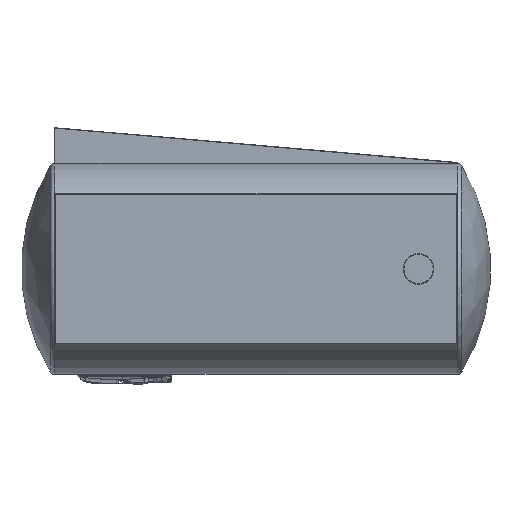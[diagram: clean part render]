
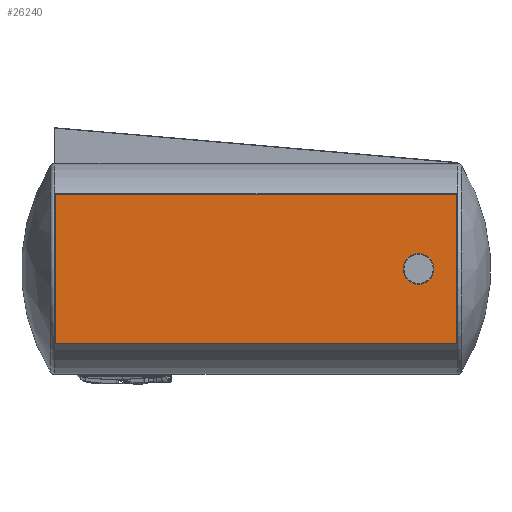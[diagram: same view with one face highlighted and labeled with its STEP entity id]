
A CAD part, front view. The second image highlights one B-rep face of the part: STEP entity #26240.
In plain terms, the highlighted planar face has unit normal (0, -1, 0).
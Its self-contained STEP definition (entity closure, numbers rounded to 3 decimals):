
#2074 = VERTEX_POINT ( 'NONE', #22089 ) ;
#2871 = VERTEX_POINT ( 'NONE', #68997 ) ;
#6010 = VERTEX_POINT ( 'NONE', #46020 ) ;
#6250 = CARTESIAN_POINT ( 'NONE',  ( 840., -920., 0. ) ) ;
#6908 = ORIENTED_EDGE ( 'NONE', *, *, #12438, .T. ) ;
#8263 = CARTESIAN_POINT ( 'NONE',  ( 840., -920., 0. ) ) ;
#8782 = CARTESIAN_POINT ( 'NONE',  ( 1038., -920., 387.5 ) ) ;
#11426 = CIRCLE ( 'NONE', #20976, 79.5 ) ;
#11881 = CIRCLE ( 'NONE', #53722, 79.5 ) ;
#12173 = DIRECTION ( 'NONE',  ( 1., 0., 0. ) ) ;
#12438 = EDGE_CURVE ( 'NONE', #6010, #2871, #11881, .T. ) ;
#12603 = FACE_BOUND ( 'NONE', #54653, .T. ) ;
#13439 = ORIENTED_EDGE ( 'NONE', *, *, #48884, .T. ) ;
#15293 = CARTESIAN_POINT ( 'NONE',  ( -1038., -920., 385.5 ) ) ;
#15841 = EDGE_CURVE ( 'NONE', #23723, #70324, #28098, .T. ) ;
#16495 = DIRECTION ( 'NONE',  ( -1., 0., 0. ) ) ;
#17620 = DIRECTION ( 'NONE',  ( 0., 0., -1. ) ) ;
#18733 = ORIENTED_EDGE ( 'NONE', *, *, #21694, .T. ) ;
#20976 = AXIS2_PLACEMENT_3D ( 'NONE', #8263, #59558, #53551 ) ;
#21694 = EDGE_CURVE ( 'NONE', #70324, #34255, #67876, .T. ) ;
#22007 = EDGE_CURVE ( 'NONE', #34255, #2074, #41017, .T. ) ;
#22089 = CARTESIAN_POINT ( 'NONE',  ( 1038., -920., -385.5 ) ) ;
#22698 = FACE_OUTER_BOUND ( 'NONE', #65079, .T. ) ;
#23199 = CARTESIAN_POINT ( 'NONE',  ( -1040., -920., 385.5 ) ) ;
#23723 = VERTEX_POINT ( 'NONE', #51661 ) ;
#23792 = CARTESIAN_POINT ( 'NONE',  ( 1040., -920., -385.5 ) ) ;
#24898 = LINE ( 'NONE', #8782, #69964 ) ;
#26240 = ADVANCED_FACE ( 'NONE', ( #22698, #12603 ), #46666, .T. ) ;
#28098 = LINE ( 'NONE', #23199, #61237 ) ;
#28706 = CARTESIAN_POINT ( 'NONE',  ( 0., -920., 0. ) ) ;
#31660 = DIRECTION ( 'NONE',  ( 0., 0., 1. ) ) ;
#32621 = AXIS2_PLACEMENT_3D ( 'NONE', #28706, #68432, #63917 ) ;
#34255 = VERTEX_POINT ( 'NONE', #51457 ) ;
#34546 = VECTOR ( 'NONE', #17620, 1000. ) ;
#34774 = ORIENTED_EDGE ( 'NONE', *, *, #15841, .T. ) ;
#36039 = ORIENTED_EDGE ( 'NONE', *, *, #45193, .T. ) ;
#37401 = ORIENTED_EDGE ( 'NONE', *, *, #22007, .T. ) ;
#41017 = LINE ( 'NONE', #23792, #44031 ) ;
#44031 = VECTOR ( 'NONE', #12173, 1000. ) ;
#45193 = EDGE_CURVE ( 'NONE', #2871, #6010, #11426, .T. ) ;
#46020 = CARTESIAN_POINT ( 'NONE',  ( 840., -920., -79.5 ) ) ;
#46666 = PLANE ( 'NONE',  #32621 ) ;
#48884 = EDGE_CURVE ( 'NONE', #2074, #23723, #24898, .T. ) ;
#51457 = CARTESIAN_POINT ( 'NONE',  ( -1038., -920., -385.5 ) ) ;
#51573 = DIRECTION ( 'NONE',  ( 0., 0., -1. ) ) ;
#51661 = CARTESIAN_POINT ( 'NONE',  ( 1038., -920., 385.5 ) ) ;
#53551 = DIRECTION ( 'NONE',  ( 0., 0., -1. ) ) ;
#53722 = AXIS2_PLACEMENT_3D ( 'NONE', #6250, #54034, #51573 ) ;
#54034 = DIRECTION ( 'NONE',  ( 0., 1., 0. ) ) ;
#54653 = EDGE_LOOP ( 'NONE', ( #6908, #36039 ) ) ;
#59558 = DIRECTION ( 'NONE',  ( 0., 1., 0. ) ) ;
#61237 = VECTOR ( 'NONE', #16495, 1000. ) ;
#63917 = DIRECTION ( 'NONE',  ( 0., 0., -1. ) ) ;
#65079 = EDGE_LOOP ( 'NONE', ( #13439, #34774, #18733, #37401 ) ) ;
#67876 = LINE ( 'NONE', #68969, #34546 ) ;
#68432 = DIRECTION ( 'NONE',  ( 0., -1., 0. ) ) ;
#68969 = CARTESIAN_POINT ( 'NONE',  ( -1038., -920., -387.5 ) ) ;
#68997 = CARTESIAN_POINT ( 'NONE',  ( 840., -920., 79.5 ) ) ;
#69964 = VECTOR ( 'NONE', #31660, 1000. ) ;
#70324 = VERTEX_POINT ( 'NONE', #15293 ) ;
